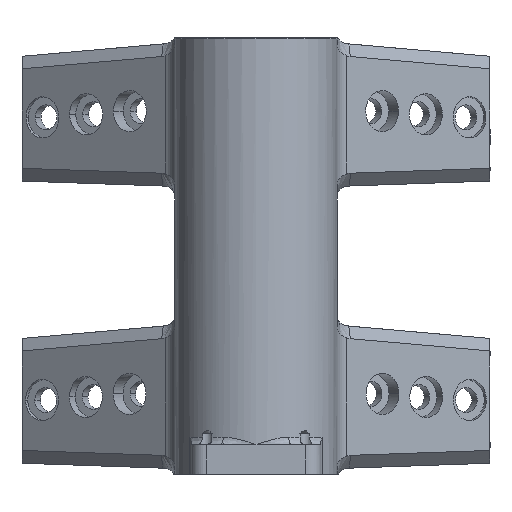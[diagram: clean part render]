
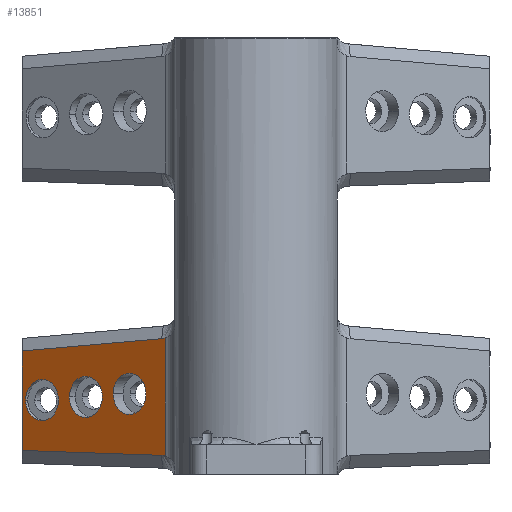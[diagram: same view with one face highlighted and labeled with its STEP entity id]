
A CAD part, front view. The second image highlights one B-rep face of the part: STEP entity #13851.
In plain terms, the highlighted planar face has unit normal (-0.615, -0.789, 0).
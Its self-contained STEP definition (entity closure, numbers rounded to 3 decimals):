
#317 = VERTEX_POINT ( 'NONE', #16398 ) ;
#417 = EDGE_CURVE ( 'NONE', #15985, #18374, #3992, .T. ) ;
#490 = LINE ( 'NONE', #10237, #15165 ) ;
#665 = EDGE_CURVE ( 'NONE', #4751, #317, #18951, .T. ) ;
#697 = CARTESIAN_POINT ( 'NONE',  ( -93.717, 39.833, -167.887 ) ) ;
#727 = CARTESIAN_POINT ( 'NONE',  ( -79.085, 28.429, -147.714 ) ) ;
#744 = CARTESIAN_POINT ( 'NONE',  ( -79.085, 28.429, -131.214 ) ) ;
#783 = CARTESIAN_POINT ( 'NONE',  ( -92.23, 38.674, -131.214 ) ) ;
#827 = CARTESIAN_POINT ( 'NONE',  ( -92.23, 38.674, -147.714 ) ) ;
#879 = VERTEX_POINT ( 'NONE', #6738 ) ;
#1077 = EDGE_CURVE ( 'NONE', #879, #10533, #5425, .T. ) ;
#1850 = CARTESIAN_POINT ( 'NONE',  ( -36.258, -4.948, -170.174 ) ) ;
#2254 = VECTOR ( 'NONE', #6246, 1000. ) ;
#2509 = ORIENTED_EDGE ( 'NONE', *, *, #14675, .T. ) ;
#2708 = ORIENTED_EDGE ( 'NONE', *, *, #6092, .T. ) ;
#3346 = EDGE_CURVE ( 'NONE', #12588, #14762, #11038, .T. ) ;
#3774 =( BOUNDED_CURVE ( )  B_SPLINE_CURVE ( 3, ( #17619, #17743, #17448, #17447 ),
 .UNSPECIFIED., .F., .F. ) 
 B_SPLINE_CURVE_WITH_KNOTS ( ( 4, 4 ),
 ( 0., 3.142 ),
 .UNSPECIFIED. ) 
 CURVE ( )  GEOMETRIC_REPRESENTATION_ITEM ( )  RATIONAL_B_SPLINE_CURVE ( ( 1., 0.333, 0.333, 1. ) ) 
 REPRESENTATION_ITEM ( '' )  );
#3890 = EDGE_CURVE ( 'NONE', #14183, #4875, #9974, .T. ) ;
#3992 =( BOUNDED_CURVE ( )  B_SPLINE_CURVE ( 3, ( #17811, #12834, #15746, #17871 ),
 .UNSPECIFIED., .F., .F. ) 
 B_SPLINE_CURVE_WITH_KNOTS ( ( 4, 4 ),
 ( 3.142, 6.283 ),
 .UNSPECIFIED. ) 
 CURVE ( )  GEOMETRIC_REPRESENTATION_ITEM ( )  RATIONAL_B_SPLINE_CURVE ( ( 1., 0.333, 0.333, 1. ) ) 
 REPRESENTATION_ITEM ( '' )  );
#4591 = CARTESIAN_POINT ( 'NONE',  ( -36.258, -4.948, -200. ) ) ;
#4751 = VERTEX_POINT ( 'NONE', #9823 ) ;
#4752 = ORIENTED_EDGE ( 'NONE', *, *, #4952, .T. ) ;
#4875 = VERTEX_POINT ( 'NONE', #697 ) ;
#4952 = EDGE_CURVE ( 'NONE', #317, #4751, #3774, .T. ) ;
#5312 = LINE ( 'NONE', #15553, #6026 ) ;
#5425 =( BOUNDED_CURVE ( )  B_SPLINE_CURVE ( 3, ( #827, #783, #744, #727 ),
 .UNSPECIFIED., .F., .T. ) 
 B_SPLINE_CURVE_WITH_KNOTS ( ( 4, 4 ),
 ( 0., 3.142 ),
 .UNSPECIFIED. ) 
 CURVE ( )  GEOMETRIC_REPRESENTATION_ITEM ( )  RATIONAL_B_SPLINE_CURVE ( ( 1., 0.333, 0.333, 1. ) ) 
 REPRESENTATION_ITEM ( '' )  );
#5452 = PLANE ( 'NONE',  #11491 ) ;
#5484 = ORIENTED_EDGE ( 'NONE', *, *, #10443, .T. ) ;
#5501 = ORIENTED_EDGE ( 'NONE', *, *, #3890, .T. ) ;
#5928 = VERTEX_POINT ( 'NONE', #11850 ) ;
#5951 = ORIENTED_EDGE ( 'NONE', *, *, #417, .T. ) ;
#6026 = VECTOR ( 'NONE', #9375, 1000. ) ;
#6092 = EDGE_CURVE ( 'NONE', #4875, #5928, #5312, .T. ) ;
#6112 = EDGE_CURVE ( 'NONE', #18374, #15985, #8560, .T. ) ;
#6200 = ORIENTED_EDGE ( 'NONE', *, *, #1077, .T. ) ;
#6246 = DIRECTION ( 'NONE',  ( 0., 0., -1. ) ) ;
#6590 = EDGE_CURVE ( 'NONE', #14762, #14183, #490, .T. ) ;
#6738 = CARTESIAN_POINT ( 'NONE',  ( -92.23, 38.674, -147.714 ) ) ;
#6947 = DIRECTION ( 'NONE',  ( -0.615, -0.789, 0. ) ) ;
#7547 = DIRECTION ( 'NONE',  ( 0., 0., 1. ) ) ;
#7637 = CARTESIAN_POINT ( 'NONE',  ( -37.904, -3.665, -169.836 ) ) ;
#7711 = EDGE_LOOP ( 'NONE', ( #15964, #5951 ) ) ;
#8011 =( BOUNDED_CURVE ( )  B_SPLINE_CURVE ( 3, ( #16353, #16450, #16230, #16114 ),
 .UNSPECIFIED., .F., .F. ) 
 B_SPLINE_CURVE_WITH_KNOTS ( ( 4, 4 ),
 ( 3.142, 6.283 ),
 .UNSPECIFIED. ) 
 CURVE ( )  GEOMETRIC_REPRESENTATION_ITEM ( )  RATIONAL_B_SPLINE_CURVE ( ( 1., 0.333, 0.333, 1. ) ) 
 REPRESENTATION_ITEM ( '' )  );
#8403 = EDGE_LOOP ( 'NONE', ( #6200, #5484 ) ) ;
#8560 =( BOUNDED_CURVE ( )  B_SPLINE_CURVE ( 3, ( #9379, #12916, #8993, #8987 ),
 .UNSPECIFIED., .F., .T. ) 
 B_SPLINE_CURVE_WITH_KNOTS ( ( 4, 4 ),
 ( 0., 3.142 ),
 .UNSPECIFIED. ) 
 CURVE ( )  GEOMETRIC_REPRESENTATION_ITEM ( )  RATIONAL_B_SPLINE_CURVE ( ( 1., 0.333, 0.333, 1. ) ) 
 REPRESENTATION_ITEM ( '' )  );
#8907 = CARTESIAN_POINT ( 'NONE',  ( -74.731, 25.036, -146.465 ) ) ;
#8911 = CARTESIAN_POINT ( 'NONE',  ( -74.731, 25.036, -162.965 ) ) ;
#8951 = CARTESIAN_POINT ( 'NONE',  ( -61.586, 14.792, -162.965 ) ) ;
#8968 = CARTESIAN_POINT ( 'NONE',  ( -61.586, 14.792, -146.465 ) ) ;
#8987 = CARTESIAN_POINT ( 'NONE',  ( -44.087, 1.154, -145.215 ) ) ;
#8993 = CARTESIAN_POINT ( 'NONE',  ( -44.087, 1.154, -128.715 ) ) ;
#9055 = CARTESIAN_POINT ( 'NONE',  ( -37.344, -4.102, -169.856 ) ) ;
#9098 = FACE_BOUND ( 'NONE', #8403, .T. ) ;
#9238 = FACE_BOUND ( 'NONE', #7711, .T. ) ;
#9276 = FACE_OUTER_BOUND ( 'NONE', #15704, .T. ) ;
#9375 = DIRECTION ( 'NONE',  ( 0.788, -0.614, -0.028 ) ) ;
#9379 = CARTESIAN_POINT ( 'NONE',  ( -57.233, 11.399, -145.215 ) ) ;
#9516 = FACE_BOUND ( 'NONE', #10692, .T. ) ;
#9527 = ORIENTED_EDGE ( 'NONE', *, *, #665, .T. ) ;
#9609 = B_SPLINE_CURVE_WITH_KNOTS ( 'NONE', 3,
 ( #7637, #9055, #10557, #1850 ),
 .UNSPECIFIED., .F., .F.,
 ( 4, 4 ),
 ( 0., 0.002 ),
 .UNSPECIFIED. ) ;
#9823 = CARTESIAN_POINT ( 'NONE',  ( -61.586, 14.792, -146.465 ) ) ;
#9974 = LINE ( 'NONE', #12024, #2254 ) ;
#10082 = DIRECTION ( 'NONE',  ( -0.787, 0.613, -0.069 ) ) ;
#10237 = CARTESIAN_POINT ( 'NONE',  ( -37.759, -3.778, -123.116 ) ) ;
#10443 = EDGE_CURVE ( 'NONE', #10533, #879, #8011, .T. ) ;
#10533 = VERTEX_POINT ( 'NONE', #13624 ) ;
#10557 = CARTESIAN_POINT ( 'NONE',  ( -36.794, -4.53, -169.961 ) ) ;
#10692 = EDGE_LOOP ( 'NONE', ( #4752, #9527 ) ) ;
#10809 = CARTESIAN_POINT ( 'NONE',  ( -37.759, -3.778, -123.116 ) ) ;
#10859 = CARTESIAN_POINT ( 'NONE',  ( -36.258, -4.948, -122.753 ) ) ;
#11038 = B_SPLINE_CURVE_WITH_KNOTS ( 'NONE', 3,
 ( #10859, #11113, #11522, #10809 ),
 .UNSPECIFIED., .F., .F.,
 ( 4, 4 ),
 ( 0., 0.002 ),
 .UNSPECIFIED. ) ;
#11113 = CARTESIAN_POINT ( 'NONE',  ( -36.746, -4.568, -122.956 ) ) ;
#11176 = VERTEX_POINT ( 'NONE', #12869 ) ;
#11491 = AXIS2_PLACEMENT_3D ( 'NONE', #15764, #6947, #17227 ) ;
#11522 = CARTESIAN_POINT ( 'NONE',  ( -37.247, -4.177, -123.071 ) ) ;
#11800 = ORIENTED_EDGE ( 'NONE', *, *, #6590, .T. ) ;
#11850 = CARTESIAN_POINT ( 'NONE',  ( -37.904, -3.665, -169.836 ) ) ;
#12024 = CARTESIAN_POINT ( 'NONE',  ( -93.717, 39.833, -173. ) ) ;
#12588 = VERTEX_POINT ( 'NONE', #18333 ) ;
#12834 = CARTESIAN_POINT ( 'NONE',  ( -44.087, 1.154, -161.715 ) ) ;
#12869 = CARTESIAN_POINT ( 'NONE',  ( -36.258, -4.948, -170.174 ) ) ;
#12916 = CARTESIAN_POINT ( 'NONE',  ( -57.233, 11.399, -128.715 ) ) ;
#13624 = CARTESIAN_POINT ( 'NONE',  ( -79.085, 28.429, -147.714 ) ) ;
#13851 = ADVANCED_FACE ( 'NONE', ( #9238, #9098, #9276, #9516 ), #5452, .T. ) ;
#14005 = LINE ( 'NONE', #4591, #18969 ) ;
#14183 = VERTEX_POINT ( 'NONE', #14952 ) ;
#14285 = CARTESIAN_POINT ( 'NONE',  ( -37.759, -3.778, -123.116 ) ) ;
#14675 = EDGE_CURVE ( 'NONE', #11176, #12588, #14005, .T. ) ;
#14690 = CARTESIAN_POINT ( 'NONE',  ( -44.087, 1.154, -145.215 ) ) ;
#14762 = VERTEX_POINT ( 'NONE', #14285 ) ;
#14952 = CARTESIAN_POINT ( 'NONE',  ( -93.717, 39.833, -128.012 ) ) ;
#15165 = VECTOR ( 'NONE', #10082, 1000. ) ;
#15259 = ORIENTED_EDGE ( 'NONE', *, *, #17825, .T. ) ;
#15553 = CARTESIAN_POINT ( 'NONE',  ( -93.717, 39.833, -167.887 ) ) ;
#15704 = EDGE_LOOP ( 'NONE', ( #5501, #2708, #15259, #2509, #18223, #11800 ) ) ;
#15746 = CARTESIAN_POINT ( 'NONE',  ( -57.233, 11.399, -161.715 ) ) ;
#15764 = CARTESIAN_POINT ( 'NONE',  ( -93.717, 39.833, -173. ) ) ;
#15964 = ORIENTED_EDGE ( 'NONE', *, *, #6112, .T. ) ;
#15985 = VERTEX_POINT ( 'NONE', #14690 ) ;
#16114 = CARTESIAN_POINT ( 'NONE',  ( -92.23, 38.674, -147.714 ) ) ;
#16230 = CARTESIAN_POINT ( 'NONE',  ( -92.23, 38.674, -164.214 ) ) ;
#16353 = CARTESIAN_POINT ( 'NONE',  ( -79.085, 28.429, -147.714 ) ) ;
#16398 = CARTESIAN_POINT ( 'NONE',  ( -74.731, 25.036, -146.465 ) ) ;
#16450 = CARTESIAN_POINT ( 'NONE',  ( -79.085, 28.429, -164.214 ) ) ;
#16955 = CARTESIAN_POINT ( 'NONE',  ( -57.233, 11.399, -145.215 ) ) ;
#17227 = DIRECTION ( 'NONE',  ( 0.789, -0.615, 0. ) ) ;
#17447 = CARTESIAN_POINT ( 'NONE',  ( -61.586, 14.792, -146.465 ) ) ;
#17448 = CARTESIAN_POINT ( 'NONE',  ( -61.586, 14.792, -129.965 ) ) ;
#17619 = CARTESIAN_POINT ( 'NONE',  ( -74.731, 25.036, -146.465 ) ) ;
#17743 = CARTESIAN_POINT ( 'NONE',  ( -74.731, 25.036, -129.965 ) ) ;
#17811 = CARTESIAN_POINT ( 'NONE',  ( -44.087, 1.154, -145.215 ) ) ;
#17825 = EDGE_CURVE ( 'NONE', #5928, #11176, #9609, .T. ) ;
#17871 = CARTESIAN_POINT ( 'NONE',  ( -57.233, 11.399, -145.215 ) ) ;
#18223 = ORIENTED_EDGE ( 'NONE', *, *, #3346, .T. ) ;
#18333 = CARTESIAN_POINT ( 'NONE',  ( -36.258, -4.948, -122.753 ) ) ;
#18374 = VERTEX_POINT ( 'NONE', #16955 ) ;
#18951 =( BOUNDED_CURVE ( )  B_SPLINE_CURVE ( 3, ( #8968, #8951, #8911, #8907 ),
 .UNSPECIFIED., .F., .F. ) 
 B_SPLINE_CURVE_WITH_KNOTS ( ( 4, 4 ),
 ( 3.142, 6.283 ),
 .UNSPECIFIED. ) 
 CURVE ( )  GEOMETRIC_REPRESENTATION_ITEM ( )  RATIONAL_B_SPLINE_CURVE ( ( 1., 0.333, 0.333, 1. ) ) 
 REPRESENTATION_ITEM ( '' )  );
#18969 = VECTOR ( 'NONE', #7547, 1000. ) ;
